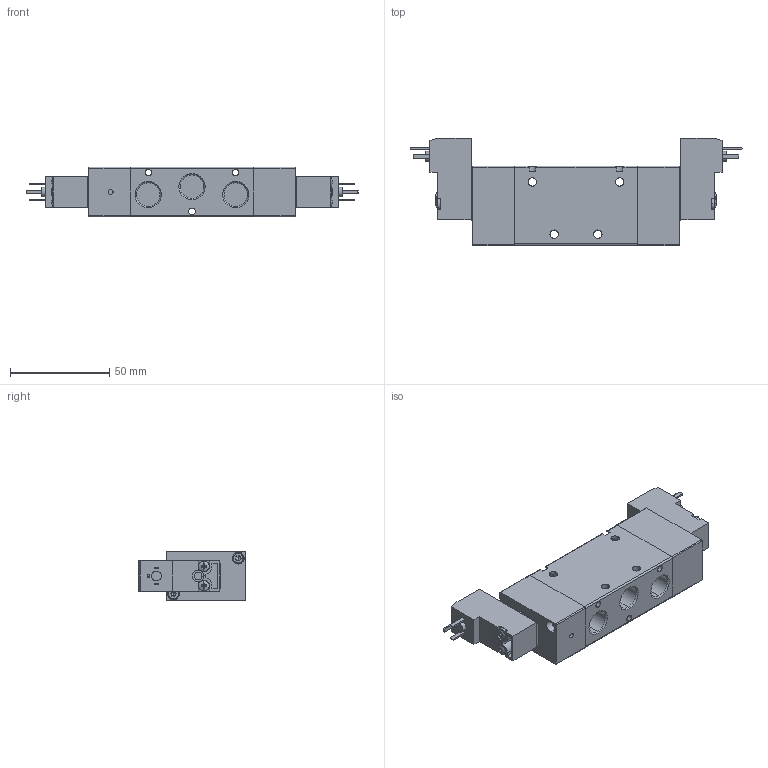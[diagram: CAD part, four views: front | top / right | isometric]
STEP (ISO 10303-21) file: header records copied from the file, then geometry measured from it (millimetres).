
FILE_DESCRIPTION (( 'STEP AP214' ), '1' );
FILE_NAME ('01_181_4.STEP', '2015-12-17T10:22:08', ( '' ), ( '' ), 'SwSTEP 2.0', 'SolidWorks 2015', '' );
FILE_SCHEMA (( 'AUTOMOTIVE_DESIGN' ));
Length unit declared in the file: millimetre
Products named in the file (1): 01_181_4
Bounding box: 167.2 x 53.9 x 25 mm (x, y, z)
Volume: 117658.3 mm3; surface area: 29393.8 mm2
Topology: 5 solids, 5 shells, 1478 faces, 3819 edges, 2369 vertices
Faces by surface type: cone 665, cylinder 418, plane 343, torus 24, bspline 20, sphere 8
Entity records: 50782 total; most frequent: CARTESIAN_POINT 9665, DIRECTION 8579, ORIENTED_EDGE 7602, EDGE_CURVE 3801, AXIS2_PLACEMENT_3D 3433, VERTEX_POINT 2369, CIRCLE 1974, LINE 1713
